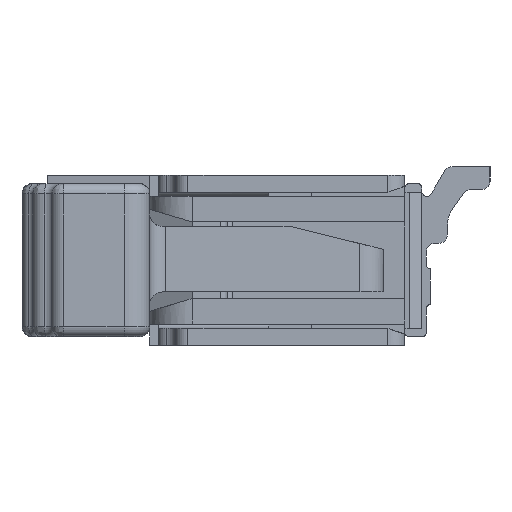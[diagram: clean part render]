
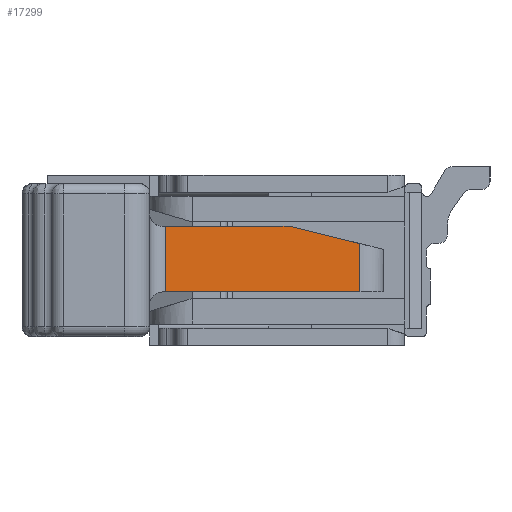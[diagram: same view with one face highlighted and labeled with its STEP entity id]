
A CAD part, left-side view. The second image highlights one B-rep face of the part: STEP entity #17299.
In plain terms, the highlighted planar face has unit normal (-0.997, -0.072, 0).
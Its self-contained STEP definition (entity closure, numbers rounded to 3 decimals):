
#12605=DIRECTION('',(0.,0.,1.));
#12606=VECTOR('',#12605,0.77);
#12607=CARTESIAN_POINT('',(945.44,40.898,
-0.373));
#12608=LINE('',#12607,#12606);
#12609=DIRECTION('',(0.,0.,1.));
#12610=VECTOR('',#12609,0.568);
#12611=CARTESIAN_POINT('',(945.606,38.612,
-0.373));
#12612=LINE('',#12611,#12610);
#12621=DIRECTION('',(-0.07,0.969,0.238));
#12622=VECTOR('',#12621,0.848);
#12623=CARTESIAN_POINT('',(945.606,38.612,
0.196));
#12624=LINE('',#12623,#12622);
#12643=DIRECTION('',(-0.073,0.997,0.));
#12644=VECTOR('',#12643,1.468);
#12645=CARTESIAN_POINT('',(945.547,39.434,
0.397));
#12646=LINE('',#12645,#12644);
#12762=DIRECTION('',(0.073,-0.997,0.));
#12763=VECTOR('',#12762,2.292);
#12764=CARTESIAN_POINT('',(945.44,40.898,
-0.373));
#12765=LINE('',#12764,#12763);
#15239=CARTESIAN_POINT('',(945.44,40.898,
-0.373));
#15240=CARTESIAN_POINT('',(945.44,40.898,
0.397));
#15241=VERTEX_POINT('',#15239);
#15242=VERTEX_POINT('',#15240);
#15247=CARTESIAN_POINT('',(945.606,38.612,
0.196));
#15248=CARTESIAN_POINT('',(945.547,39.434,
0.397));
#15249=VERTEX_POINT('',#15247);
#15250=VERTEX_POINT('',#15248);
#15255=CARTESIAN_POINT('',(945.606,38.612,
-0.373));
#15256=VERTEX_POINT('',#15255);
#17283=CARTESIAN_POINT('',(945.523,39.755,
0.012));
#17284=DIRECTION('',(0.997,0.073,0.));
#17285=DIRECTION('',(-0.073,0.997,0.));
#17286=AXIS2_PLACEMENT_3D('',#17283,#17284,#17285);
#17287=PLANE('',#17286);
#17289=ORIENTED_EDGE('',*,*,#17288,.F.);
#17291=ORIENTED_EDGE('',*,*,#17290,.F.);
#17292=ORIENTED_EDGE('',*,*,#17269,.T.);
#17294=ORIENTED_EDGE('',*,*,#17293,.F.);
#17296=ORIENTED_EDGE('',*,*,#17295,.F.);
#17297=EDGE_LOOP('',(#17289,#17291,#17292,#17294,#17296));
#17298=FACE_OUTER_BOUND('',#17297,.F.);
#17269=EDGE_CURVE('',#15241,#15242,#12608,.T.);
#17288=EDGE_CURVE('',#15256,#15249,#12612,.T.);
#17290=EDGE_CURVE('',#15241,#15256,#12765,.T.);
#17293=EDGE_CURVE('',#15250,#15242,#12646,.T.);
#17295=EDGE_CURVE('',#15249,#15250,#12624,.T.);
#17299=ADVANCED_FACE('',(#17298),#17287,.F.);
